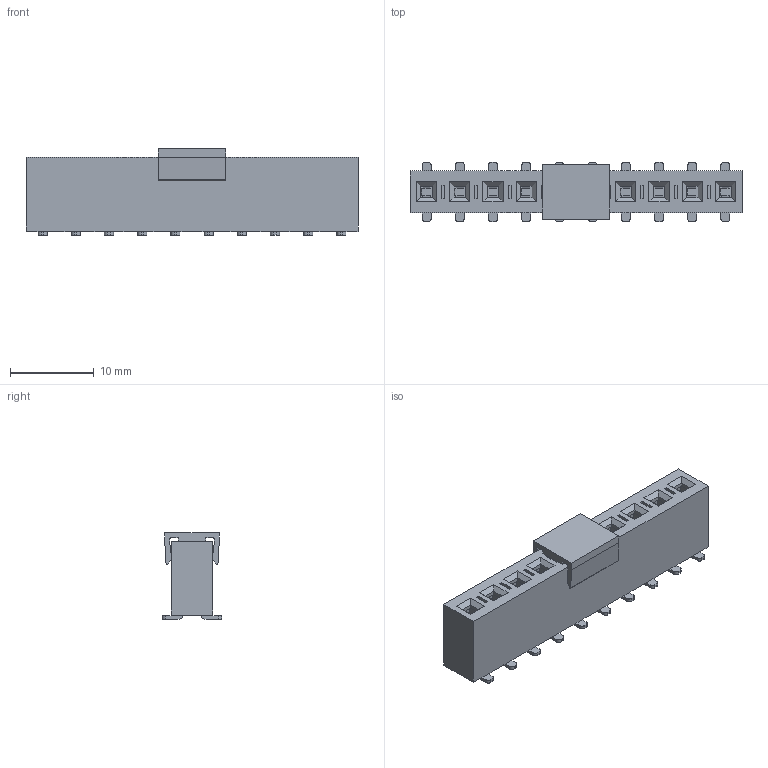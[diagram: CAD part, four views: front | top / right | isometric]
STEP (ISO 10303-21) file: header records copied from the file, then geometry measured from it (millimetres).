
FILE_DESCRIPTION( ('This file contains a STEP AP42 implementation' ,'as created by ZW3D STEP Interface translator.') ,'2;1' );
FILE_NAME( '2889-1XXMXXXUNX1.stp' ,'23 411.155038', (''), ('ZWCAD Software Co.'), 'Version 1.0', 'ZW3D to STEP translator', '' );
FILE_SCHEMA(('AUTOMOTIVE_DESIGN { 1 0 10303 214 1 1 1 1 }'));
Length unit declared in the file: millimetre
Products named in the file (2): 0; 2889-120MXXXUNR1
Bounding box: 39.6 x 7.1 x 10.3 mm (x, y, z)
Volume: 1359.6 mm3; surface area: 3173.8 mm2
Topology: 1 solids, 13 shells, 1031 faces, 3110 edges, 2068 vertices
Faces by surface type: plane 763, cylinder 164, bspline 104
Entity records: 45591 total; most frequent: CARTESIAN_POINT 21602, ORIENTED_EDGE 6400, EDGE_CURVE 3110, DIRECTION 2582, B_SPLINE_CURVE_WITH_KNOTS 2380, VERTEX_POINT 2068, EDGE_LOOP 1068, FACE_OUTER_BOUND 1031
